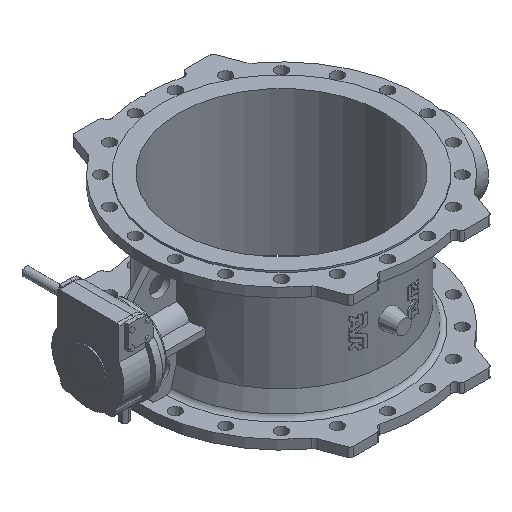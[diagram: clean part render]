
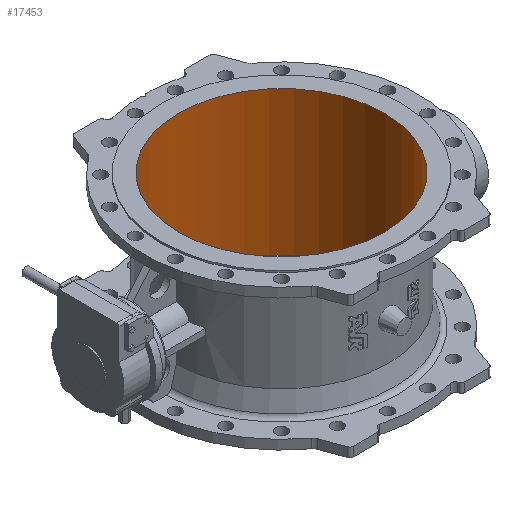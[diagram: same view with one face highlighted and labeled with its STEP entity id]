
A CAD part, isometric view. The second image highlights one B-rep face of the part: STEP entity #17453.
In plain terms, the highlighted cylindrical face has radius 250 mm (diameter 500 mm), a full revolution.
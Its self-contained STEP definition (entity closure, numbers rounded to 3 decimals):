
#2367 = FACE_OUTER_BOUND ( 'NONE', #3026, .T. ) ;
#2374 = FACE_OUTER_BOUND ( 'NONE', #3023, .T. ) ;
#2377 = CYLINDRICAL_SURFACE ( 'NONE', #7341, 250. ) ;
#3023 = EDGE_LOOP ( 'NONE', ( #20104 ) ) ;
#3026 = EDGE_LOOP ( 'NONE', ( #20103 ) ) ;
#7185 = AXIS2_PLACEMENT_3D ( 'NONE', #23073, #23074, #23075 ) ;
#7187 = AXIS2_PLACEMENT_3D ( 'NONE', #23081, #23082, #23083 ) ;
#7341 = AXIS2_PLACEMENT_3D ( 'NONE', #9421, #9418, #9417 ) ;
#8169 = EDGE_CURVE ( 'NONE', #13489, #13489, #21224, .T. ) ;
#8173 = EDGE_CURVE ( 'NONE', #13493, #13493, #21228, .T. ) ;
#9417 = DIRECTION ( 'NONE',  ( 1., 0., 0. ) ) ;
#9418 = DIRECTION ( 'NONE',  ( 0., 0., -1. ) ) ;
#9421 = CARTESIAN_POINT ( 'NONE',  ( 0., 0., 175. ) ) ;
#13195 = CARTESIAN_POINT ( 'NONE',  ( -250., 0., 175. ) ) ;
#13199 = CARTESIAN_POINT ( 'NONE',  ( -250., 0., -175. ) ) ;
#13489 = VERTEX_POINT ( 'NONE', #13195 ) ;
#13493 = VERTEX_POINT ( 'NONE', #13199 ) ;
#17453 = ADVANCED_FACE ( 'NONE', ( #2367, #2374 ), #2377, .F. ) ;
#20103 = ORIENTED_EDGE ( 'NONE', *, *, #8173, .T. ) ;
#20104 = ORIENTED_EDGE ( 'NONE', *, *, #8169, .F. ) ;
#21224 = CIRCLE ( 'NONE', #7185, 250. ) ;
#21228 = CIRCLE ( 'NONE', #7187, 250. ) ;
#23073 = CARTESIAN_POINT ( 'NONE',  ( 0., 0., 175. ) ) ;
#23074 = DIRECTION ( 'NONE',  ( 0., 0., -1. ) ) ;
#23075 = DIRECTION ( 'NONE',  ( -1., 0., 0. ) ) ;
#23081 = CARTESIAN_POINT ( 'NONE',  ( 0., 0., -175. ) ) ;
#23082 = DIRECTION ( 'NONE',  ( 0., 0., -1. ) ) ;
#23083 = DIRECTION ( 'NONE',  ( -1., 0., 0. ) ) ;
